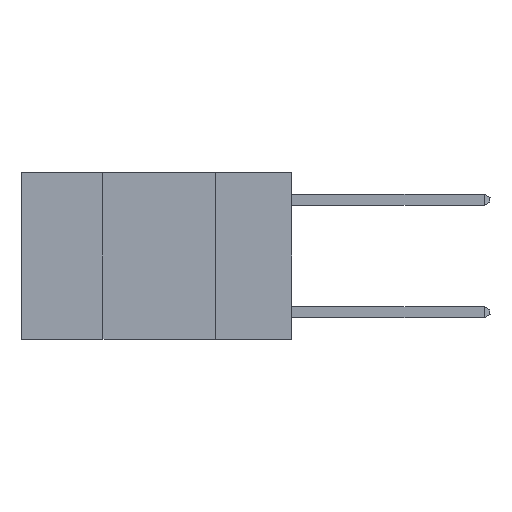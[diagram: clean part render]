
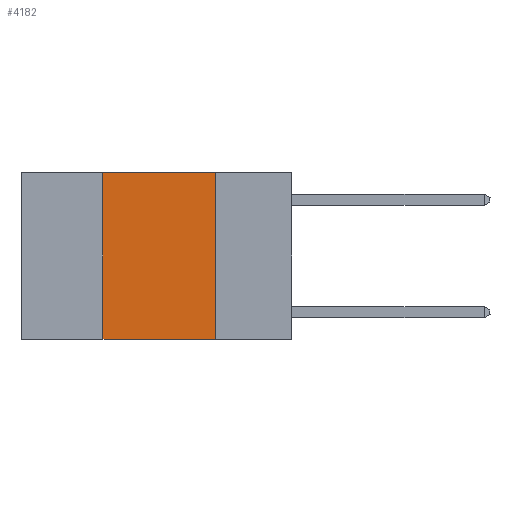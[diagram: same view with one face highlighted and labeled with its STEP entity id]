
A CAD part, left-side view. The second image highlights one B-rep face of the part: STEP entity #4182.
In plain terms, the highlighted planar face has unit normal (-1, 0, 0).
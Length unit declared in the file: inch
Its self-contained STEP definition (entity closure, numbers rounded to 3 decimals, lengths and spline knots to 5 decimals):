
#25 = VERTEX_POINT ( 'NONE', #9203 ) ;
#130 = PLANE ( 'NONE',  #10691 ) ;
#209 = CARTESIAN_POINT ( 'NONE',  ( 0., 0.42, -0.37 ) ) ;
#825 = CARTESIAN_POINT ( 'NONE',  ( 0., 0.17, 0. ) ) ;
#951 = DIRECTION ( 'NONE',  ( 0., 0., -1. ) ) ;
#1327 = ORIENTED_EDGE ( 'NONE', *, *, #9971, .F. ) ;
#1391 = CARTESIAN_POINT ( 'NONE',  ( 0., 0.6, -0.37 ) ) ;
#1774 = DIRECTION ( 'NONE',  ( 0., 0., 1. ) ) ;
#1909 = LINE ( 'NONE', #7933, #5398 ) ;
#2000 = LINE ( 'NONE', #825, #5349 ) ;
#2324 = DIRECTION ( 'NONE',  ( 0., -1., 0. ) ) ;
#2501 = VECTOR ( 'NONE', #9166, 39.37008 ) ;
#3490 = ORIENTED_EDGE ( 'NONE', *, *, #4473, .F. ) ;
#3524 = CARTESIAN_POINT ( 'NONE',  ( 0., 0.17, -0.37 ) ) ;
#4149 = DIRECTION ( 'NONE',  ( 0., 0., -1. ) ) ;
#4182 = ADVANCED_FACE ( 'NONE', ( #12273 ), #130, .F. ) ;
#4216 = EDGE_CURVE ( 'NONE', #10579, #8475, #8335, .T. ) ;
#4241 = CARTESIAN_POINT ( 'NONE',  ( 0., 0.6, 0. ) ) ;
#4473 = EDGE_CURVE ( 'NONE', #25, #9754, #8362, .T. ) ;
#5349 = VECTOR ( 'NONE', #951, 39.37008 ) ;
#5398 = VECTOR ( 'NONE', #1774, 39.37008 ) ;
#6060 = DIRECTION ( 'NONE',  ( 1., 0., 0. ) ) ;
#6642 = EDGE_CURVE ( 'NONE', #9754, #8475, #2000, .T. ) ;
#7049 = CARTESIAN_POINT ( 'NONE',  ( 0., 0.6, 0. ) ) ;
#7933 = CARTESIAN_POINT ( 'NONE',  ( 0., 0.42, 0. ) ) ;
#8335 = LINE ( 'NONE', #1391, #9671 ) ;
#8362 = LINE ( 'NONE', #4241, #2501 ) ;
#8475 = VERTEX_POINT ( 'NONE', #3524 ) ;
#9166 = DIRECTION ( 'NONE',  ( 0., -1., 0. ) ) ;
#9203 = CARTESIAN_POINT ( 'NONE',  ( 0., 0.42, 0. ) ) ;
#9671 = VECTOR ( 'NONE', #2324, 39.37008 ) ;
#9754 = VERTEX_POINT ( 'NONE', #10015 ) ;
#9918 = ORIENTED_EDGE ( 'NONE', *, *, #4216, .T. ) ;
#9971 = EDGE_CURVE ( 'NONE', #10579, #25, #1909, .T. ) ;
#10015 = CARTESIAN_POINT ( 'NONE',  ( 0., 0.17, 0. ) ) ;
#10579 = VERTEX_POINT ( 'NONE', #209 ) ;
#10691 = AXIS2_PLACEMENT_3D ( 'NONE', #7049, #6060, #4149 ) ;
#10791 = EDGE_LOOP ( 'NONE', ( #11293, #3490, #1327, #9918 ) ) ;
#11293 = ORIENTED_EDGE ( 'NONE', *, *, #6642, .F. ) ;
#12273 = FACE_OUTER_BOUND ( 'NONE', #10791, .T. ) ;
